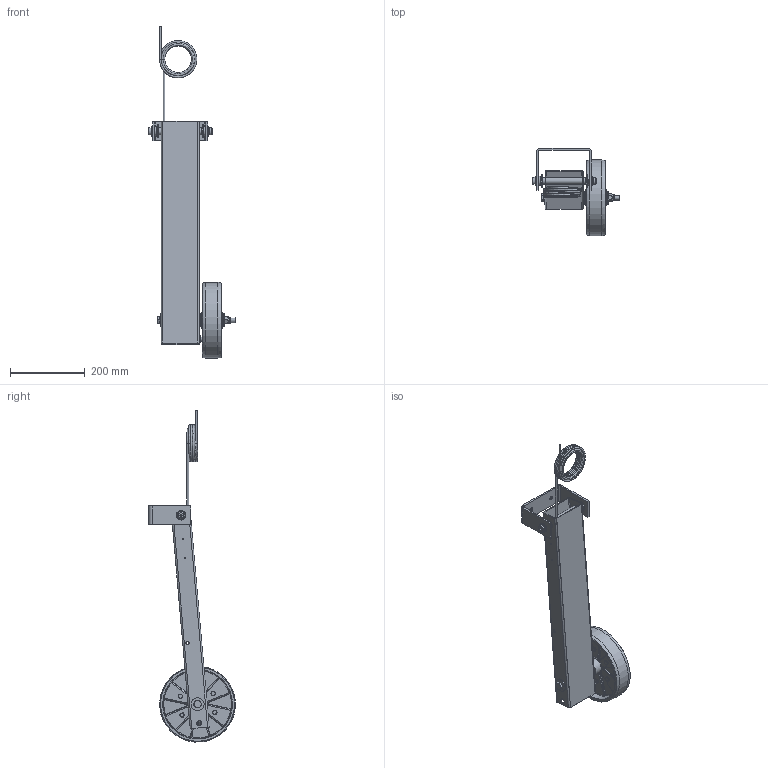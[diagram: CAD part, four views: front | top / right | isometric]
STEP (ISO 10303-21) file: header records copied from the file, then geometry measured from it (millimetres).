
FILE_DESCRIPTION(/* description */ ('BSD ARM'),/* implementation_level */ '2;1');
FILE_NAME(/* name */ 'BSD-2S.stp',/* time_stamp */ '2017-12-01T16:00:13-05:00',/* author */ ('luke'),/* organization */ ('CCC'),/* preprocessor_version */ 'ST-DEVELOPER v16.1',/* originating_system */ 'Autodesk Inventor 2016',/* authorisation */ '');
FILE_SCHEMA (('AUTOMOTIVE_DESIGN { 1 0 10303 214 3 1 1 }'));
Length unit declared in the file: inch
Products named in the file (24): 21310002; 21310003; 21310001; 21310006; 21310010; 21310005; 20061210; 21310004; 21310009; 21310008; 22011090; 20171083; 21310007; 22011609; 22011610; 22013103; 22014404; 21310014; RMS-12S body for BSD; RMS-12S nut; RMS-12S for BSD; 20980105; 22016112; BSD-2S
Assembly tree (42 placements, depth 5):
  BSD-2S
    21310014
      21310001
        21310002
        21310003
      21310004
        21310005
          21310006
          21310010  x2
        20061210  x2
      21310007
        21310008
          21310009
        22011090  x6
        20171083  x6
      22011609  x2
      22011610
      22013103  x5
      22014404
    RMS-12S for BSD
      RMS-12S body for BSD
      RMS-12S nut  x2
    20980105
    22016112  x2
Bounding box: 235.34 x 232.39 x 889.46 mm (x, y, z)
Volume: 1122354.6 mm3; surface area: 661464.5 mm2
Topology: 35 solids, 35 shells, 982 faces, 2162 edges, 1310 vertices
Faces by surface type: plane 360, cylinder 272, cone 163, torus 68, sphere 66, bspline 53
Full cylindrical faces by diameter (mm): 0.935 x1, 1.189 x1, 2.032 x2, 2.381 x4, 2.464 x2, 2.5 x1, 2.769 x2, 4.5 x5, 4.978 x6, 6.35 x6, 6.756 x6, 7 x1, 7.633 x2, 7.798 x2, 8.334 x2, 9.446 x6, 9.525 x2, 10.001 x6, 10.312 x2, 10.592 x1, 10.9 x3, 10.917 x2, 11 x4, 12 x1, 12.116 x2, 12.649 x2, 12.7 x1, 12.776 x2, 12.8 x2, 13.487 x4
Entity records: 28057 total; most frequent: CARTESIAN_POINT 12086, DIRECTION 3332, ORIENTED_EDGE 2828, AXIS2_PLACEMENT_3D 1423, EDGE_CURVE 1414, EDGE_LOOP 987, VERTEX_POINT 911, FACE_OUTER_BOUND 709
